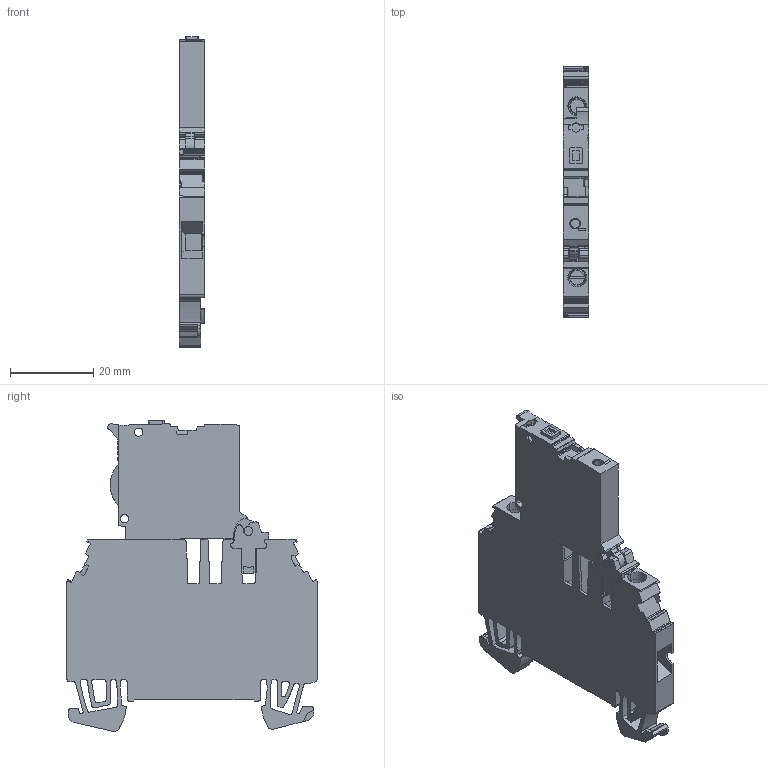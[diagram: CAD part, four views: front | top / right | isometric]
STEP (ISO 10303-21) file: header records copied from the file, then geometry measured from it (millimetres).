
FILE_DESCRIPTION(('CATIA V5 STEP Exchange','CAx-IF Rec.Pracs.--- Model Styling and Organization---1.5--- 2016-08-15','CAx-IF Rec.Pracs.---Supplemental Geometry---1.0---2011-11-01','CAx-IF Rec.Pracs.--- Composite Materials ---1.1---2010-07-15'),'2;1');
FILE_NAME ('1473423-1_1', '2025-09-19T13:09:40+00:00', ('none'), ('Weidmueller'), 'CATIA Version 5-6 Release 2024 SP4', 'CATIA V5 STEP AP214 v3', 'none');
FILE_SCHEMA(('AUTOMOTIVE_DESIGN { 1 0 10303 214 1 1 1 1 }'));
Products named in the file (1): 2893000000
Bounding box: 6.1 x 60 x 74.45 mm (x, y, z)
Volume: 16353.5 mm3; surface area: 11263 mm2
Topology: 4 solids, 7 shells, 1724 faces, 4885 edges, 3196 vertices
Faces by surface type: plane 1023, cylinder 440, extrusion 145, torus 72, cone 21, bspline 15, sphere 8
Entity records: 56336 total; most frequent: CARTESIAN_POINT 13480, ORIENTED_EDGE 9754, DIRECTION 7268, EDGE_CURVE 4877, VECTOR 3722, LINE 3577, VERTEX_POINT 3196, AXIS2_PLACEMENT_3D 2199
